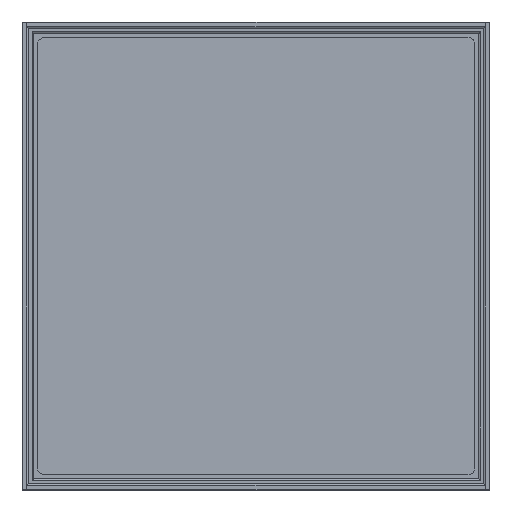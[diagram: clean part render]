
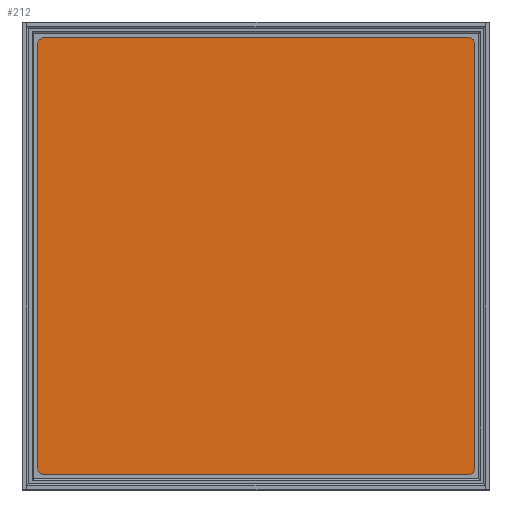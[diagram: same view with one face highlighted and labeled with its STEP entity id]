
A CAD part, top view. The second image highlights one B-rep face of the part: STEP entity #212.
In plain terms, the highlighted planar face has unit normal (0, 0, 1).
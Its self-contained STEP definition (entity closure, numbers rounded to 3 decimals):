
#1=DIRECTION('',(0.,1.,0.));
#2=VECTOR('',#1,180.);
#3=CARTESIAN_POINT('',(-93.,-90.,3.));
#4=LINE('',#3,#2);
#41=DIRECTION('',(1.,0.,0.));
#42=VECTOR('',#41,180.);
#43=CARTESIAN_POINT('',(-90.,93.,3.));
#44=LINE('',#43,#42);
#45=CARTESIAN_POINT('',(90.,-90.,3.));
#46=DIRECTION('',(0.,0.,1.));
#47=DIRECTION('',(0.,-1.,0.));
#48=AXIS2_PLACEMENT_3D('',#45,#46,#47);
#50=CARTESIAN_POINT('',(-90.,-90.,3.));
#51=DIRECTION('',(0.,0.,1.));
#52=DIRECTION('',(-1.,0.,0.));
#53=AXIS2_PLACEMENT_3D('',#50,#51,#52);
#55=CARTESIAN_POINT('',(-90.,90.,3.));
#56=DIRECTION('',(0.,0.,1.));
#57=DIRECTION('',(0.,1.,0.));
#58=AXIS2_PLACEMENT_3D('',#55,#56,#57);
#60=CARTESIAN_POINT('',(90.,90.,3.));
#61=DIRECTION('',(0.,0.,1.));
#62=DIRECTION('',(1.,0.,0.));
#63=AXIS2_PLACEMENT_3D('',#60,#61,#62);
#65=DIRECTION('',(0.,-1.,0.));
#66=VECTOR('',#65,180.);
#67=CARTESIAN_POINT('',(93.,90.,3.));
#68=LINE('',#67,#66);
#77=DIRECTION('',(-1.,0.,0.));
#78=VECTOR('',#77,180.);
#79=CARTESIAN_POINT('',(90.,-93.,3.));
#80=LINE('',#79,#78);
#112=CARTESIAN_POINT('',(90.,93.,3.));
#114=VERTEX_POINT('',#112);
#115=CARTESIAN_POINT('',(93.,90.,3.));
#117=VERTEX_POINT('',#115);
#119=CARTESIAN_POINT('',(90.,-93.,3.));
#120=CARTESIAN_POINT('',(-90.,-93.,3.));
#121=VERTEX_POINT('',#119);
#122=VERTEX_POINT('',#120);
#123=CARTESIAN_POINT('',(-93.,-90.,3.));
#124=VERTEX_POINT('',#123);
#127=CARTESIAN_POINT('',(-93.,90.,3.));
#128=VERTEX_POINT('',#127);
#131=CARTESIAN_POINT('',(93.,-90.,3.));
#132=VERTEX_POINT('',#131);
#133=CARTESIAN_POINT('',(-90.,93.,3.));
#134=VERTEX_POINT('',#133);
#191=CARTESIAN_POINT('',(-93.,-93.,3.));
#192=DIRECTION('',(0.,0.,1.));
#193=DIRECTION('',(1.,0.,0.));
#194=AXIS2_PLACEMENT_3D('',#191,#192,#193);
#195=PLANE('',#194);
#197=ORIENTED_EDGE('',*,*,#196,.T.);
#199=ORIENTED_EDGE('',*,*,#198,.F.);
#201=ORIENTED_EDGE('',*,*,#200,.T.);
#203=ORIENTED_EDGE('',*,*,#202,.F.);
#204=ORIENTED_EDGE('',*,*,#146,.T.);
#206=ORIENTED_EDGE('',*,*,#205,.F.);
#207=ORIENTED_EDGE('',*,*,#181,.T.);
#209=ORIENTED_EDGE('',*,*,#208,.F.);
#210=EDGE_LOOP('',(#197,#199,#201,#203,#204,#206,#207,#209));
#211=FACE_OUTER_BOUND('',#210,.F.);
#212=ADVANCED_FACE('',(#211),#195,.T.);
#49=CIRCLE('',#48,3.);
#54=CIRCLE('',#53,3.);
#59=CIRCLE('',#58,3.);
#64=CIRCLE('',#63,3.);
#146=EDGE_CURVE('',#124,#128,#4,.T.);
#181=EDGE_CURVE('',#134,#114,#44,.T.);
#196=EDGE_CURVE('',#117,#132,#68,.T.);
#198=EDGE_CURVE('',#121,#132,#49,.T.);
#200=EDGE_CURVE('',#121,#122,#80,.T.);
#202=EDGE_CURVE('',#124,#122,#54,.T.);
#205=EDGE_CURVE('',#134,#128,#59,.T.);
#208=EDGE_CURVE('',#117,#114,#64,.T.);
